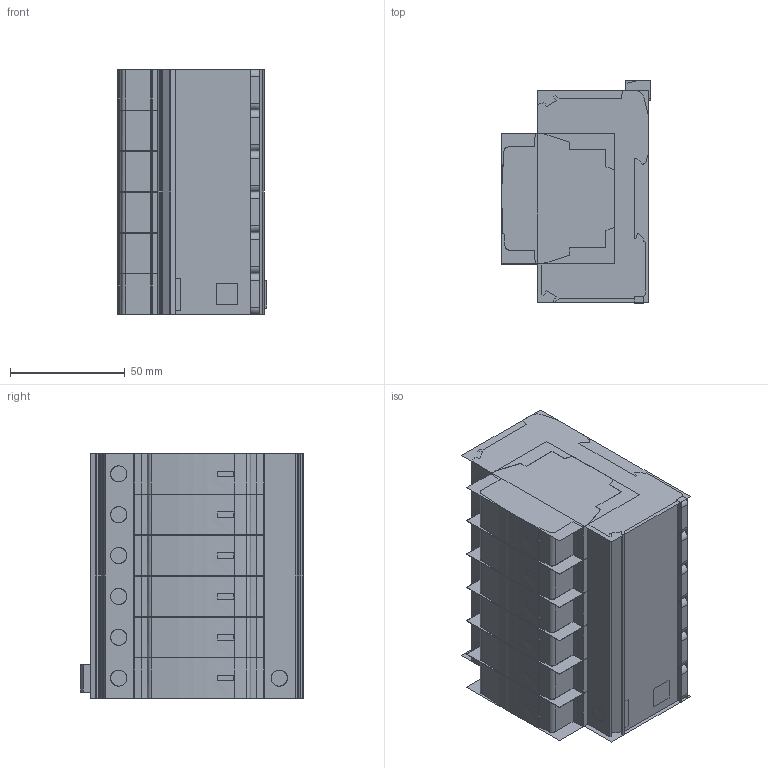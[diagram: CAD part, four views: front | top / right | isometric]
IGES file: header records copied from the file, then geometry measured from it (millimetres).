
Start section:  PTC IGES file: b80001503.igs
Global section: file name: b80001503.igs; native system: Pro/ENGINEER by Parametric Technology Corporation; preprocessor: 2008230; author: FRBOGAU; organization: Unknown; date: 20100601.155003; units: millimetre
Bounding box: 64.98 x 97.5 x 106.8 mm (x, y, z)
Surface area: 244146.4 mm2 (no closed solid volume)
Topology: 0 solids, 0 shells, 1006 faces, 14781 edges, 19172 vertices
Faces by surface type: bspline 846, revolution 160
